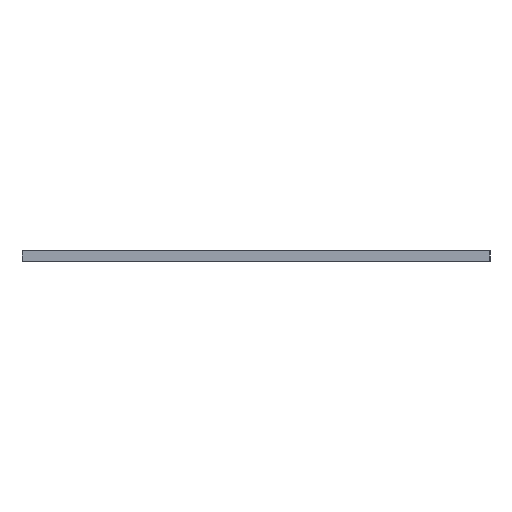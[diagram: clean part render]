
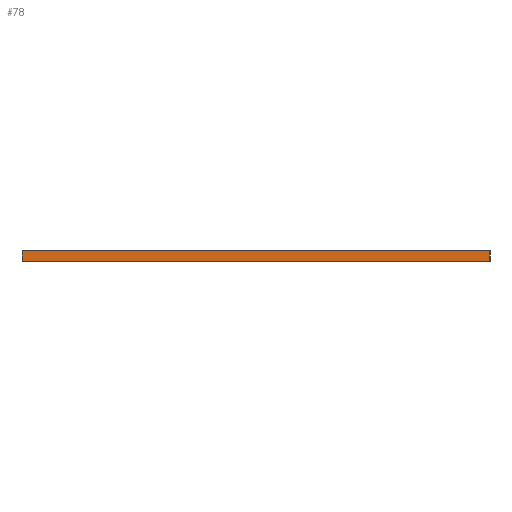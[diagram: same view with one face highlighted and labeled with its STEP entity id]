
A CAD part, left-side view. The second image highlights one B-rep face of the part: STEP entity #78.
In plain terms, the highlighted planar face has unit normal (-1, 0, 0).
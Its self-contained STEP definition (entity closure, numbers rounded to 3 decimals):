
#78 = ADVANCED_FACE( '', ( #119 ), #120, .F. );
#119 = FACE_OUTER_BOUND( '', #195, .T. );
#120 = PLANE( '', #196 );
#195 = EDGE_LOOP( '', ( #303, #304, #305, #306 ) );
#196 = AXIS2_PLACEMENT_3D( '', #307, #308, #309 );
#303 = ORIENTED_EDGE( '', *, *, #560, .T. );
#304 = ORIENTED_EDGE( '', *, *, #561, .F. );
#305 = ORIENTED_EDGE( '', *, *, #534, .F. );
#306 = ORIENTED_EDGE( '', *, *, #562, .T. );
#307 = CARTESIAN_POINT( '', ( -65., 45., 0. ) );
#308 = DIRECTION( '', ( 1., 0., 0. ) );
#309 = DIRECTION( '', ( 0., 1., 0. ) );
#534 = EDGE_CURVE( '', #620, #621, #622, .T. );
#560 = EDGE_CURVE( '', #671, #672, #673, .T. );
#561 = EDGE_CURVE( '', #621, #672, #674, .T. );
#562 = EDGE_CURVE( '', #620, #671, #675, .T. );
#620 = VERTEX_POINT( '', #758 );
#621 = VERTEX_POINT( '', #759 );
#622 = LINE( '', #760, #761 );
#671 = VERTEX_POINT( '', #821 );
#672 = VERTEX_POINT( '', #822 );
#673 = LINE( '', #823, #824 );
#674 = LINE( '', #825, #826 );
#675 = LINE( '', #827, #828 );
#758 = CARTESIAN_POINT( '', ( -65., 45., 0. ) );
#759 = CARTESIAN_POINT( '', ( -65., -45., 0. ) );
#760 = CARTESIAN_POINT( '', ( -65., 45., 0. ) );
#761 = VECTOR( '', #942, 1000. );
#821 = CARTESIAN_POINT( '', ( -65., 45., -2. ) );
#822 = CARTESIAN_POINT( '', ( -65., -45., -2. ) );
#823 = CARTESIAN_POINT( '', ( -65., 45., -2. ) );
#824 = VECTOR( '', #996, 1000. );
#825 = CARTESIAN_POINT( '', ( -65., -45., 0. ) );
#826 = VECTOR( '', #997, 1000. );
#827 = CARTESIAN_POINT( '', ( -65., 45., 0. ) );
#828 = VECTOR( '', #998, 1000. );
#942 = DIRECTION( '', ( 0., -1., 0. ) );
#996 = DIRECTION( '', ( 0., -1., 0. ) );
#997 = DIRECTION( '', ( 0., 0., -1. ) );
#998 = DIRECTION( '', ( 0., 0., -1. ) );
